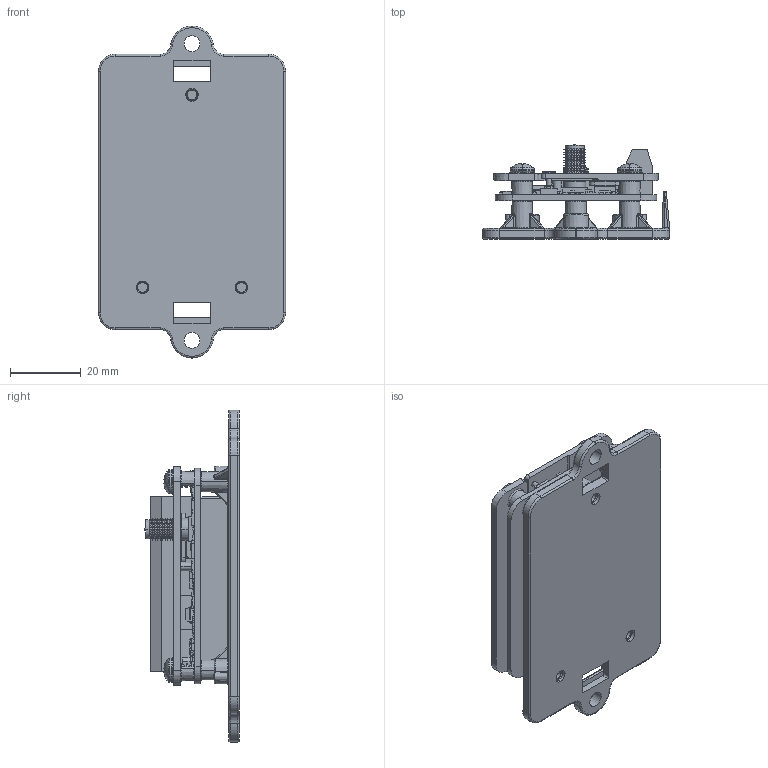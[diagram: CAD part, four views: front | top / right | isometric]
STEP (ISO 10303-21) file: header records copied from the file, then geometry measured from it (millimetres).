
FILE_DESCRIPTION((''),'2;1');
FILE_NAME('188763_ASM','2016-01-28T',('pdmadmin'),(''),'PRO/ENGINEER BY PARAMETRIC TECHNOLOGY CORPORATION, 2013230','PRO/ENGINEER BY PARAMETRIC TECHNOLOGY CORPORATION, 2013230','');
FILE_SCHEMA(('CONFIG_CONTROL_DESIGN'));
Products named in the file (287): 156026_AF0; 163673A_AF1; 0402C_AF0; 0402_AF0; 0402C_AF1; 0805_AF0; 0402_AF1; SOT235_AF0; 0402_AF2; 0402C_AF2; 0805C_AF0; 0603_AF0; SMINDK_AF0; 0402_AF3; 0402C_AF3; 0402_AF4; TSSOP_AF0; 0402_AF5; 0402C_AF4; 0402_AF6; SMDLD2_AF0; 0603_AF1; 0402_AF7; 0603_AF2; 0402_AF8; 0402_AF9; 0805C_AF1; MELF_AF0; 0402C_AF5; SOD123_AF0; 0402_AF10; 0805C_AF2; 0402_AF11; 0402_AF12; 0402_AF13; 0603F_AF0; SMSWP2_AF0; SOT23_AF0; 0805C_AF3; 0402C_AF6 ...
Assembly tree (286 placements, depth 3):
  188763_ASM
    156026_AF0
    163673A_AF0_ASM
      163673A_AF1
      0402C_AF0
      0402_AF0
      0402C_AF1
      0805_AF0
      0402_AF1
      SOT235_AF0
      0402_AF2
      0402C_AF2
      0805C_AF0
      0603_AF0
      SMINDK_AF0
      0402_AF3
      0402C_AF3
      0402_AF4
      TSSOP_AF0
      0402_AF5
      0402C_AF4
      0402_AF6
      SMDLD2_AF0
      0603_AF1
      0402_AF7
      0603_AF2
      0402_AF8
      0402_AF9
      0805C_AF1
      MELF_AF0
      0402C_AF5
      SOD123_AF0
      0402_AF10
      0805C_AF2
      0402_AF11
      0402_AF12
      0402_AF13
      0603F_AF0
      SMSWP2_AF0
      SOT23_AF0
      0805C_AF3
      0402C_AF6
      0402C_AF7
      0402_AF14
      UMT_AF0
      0402C_AF8
      SOD323_AF0
      0402_AF15
      SOT25_AF0
      0402_AF16
      0402C_AF9
      0805_AF1
      SOD123W_AF0
      0402_AF17
      0402_AF18
      0402_AF19
      0402_AF20
      0603C_AF0
      1210C1_AF0
      0402C_AF10
Bounding box: 53 x 26.8 x 94 mm (x, y, z)
Volume: 28824.7 mm3; surface area: 29303.3 mm2
Topology: 149 solids, 149 shells, 4541 faces, 11506 edges, 7430 vertices
Faces by surface type: plane 3468, cylinder 528, cone 295, torus 120, bspline 100, sphere 30
Entity records: 150357 total; most frequent: CARTESIAN_POINT 34708, ORIENTED_EDGE 23008, DIRECTION 22648, EDGE_CURVE 11504, VECTOR 9406, LINE 9406, VERTEX_POINT 7430, AXIS2_PLACEMENT_3D 6621
